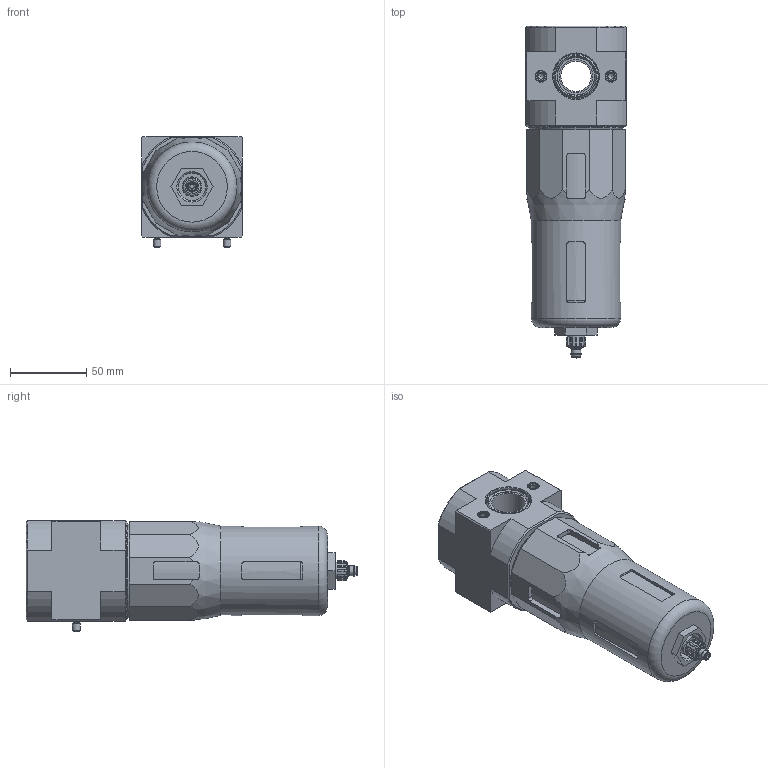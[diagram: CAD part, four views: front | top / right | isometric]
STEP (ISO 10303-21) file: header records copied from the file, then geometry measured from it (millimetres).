
FILE_DESCRIPTION(/* description */ ('STEP AP214'),/* implementation_level */ '2;1');
FILE_NAME(/* name */ '192559_LF-D-5M-MAXI',/* time_stamp */ '2024-08-29T21:54:58+02:00',/* author */ ('License CC BY-ND 4.0'),/* organization */ ('CADENAS'),/* preprocessor_version */ 'ST-DEVELOPER v19.3',/* originating_system */ 'PARTsolutions',/* authorisation */ ' ');
FILE_SCHEMA (('AUTOMOTIVE_DESIGN {1 0 10303 214 3 1 1}'));
Length unit declared in the file: millimetre
Products named in the file (4): 192559 LF-D-5M-MAXI; 127315 LF-D-5M-MAXI; 234370 FRB-D-MAXI; 648415 LF
Assembly tree (4 placements, depth 2):
  192559 LF-D-5M-MAXI
    127315 LF-D-5M-MAXI
    234370 FRB-D-MAXI  x2
    648415 LF
Bounding box: 66 x 218 x 72.8 mm (x, y, z)
Volume: 627068.3 mm3; surface area: 64412.5 mm2
Topology: 4 solids, 4 shells, 270 faces, 679 edges, 437 vertices
Faces by surface type: plane 135, cylinder 79, cone 35, torus 21
Full cylindrical faces by diameter (mm): 3 x1, 3.7 x2, 4.134 x2, 5 x2, 5.6 x1, 6.4 x1, 6.8 x1, 7 x2, 7.1 x1, 9 x1, 11.2 x1, 12.6 x1, 18 x1, 22 x1, 30 x2, 58.8 x1, 62 x2
Entity records: 8959 total; most frequent: CARTESIAN_POINT 1785, ORIENTED_EDGE 1180, DIRECTION 1162, EDGE_CURVE 590, AXIS2_PLACEMENT_3D 446, VERTEX_POINT 413, FACE_BOUND 339, EDGE_LOOP 338
